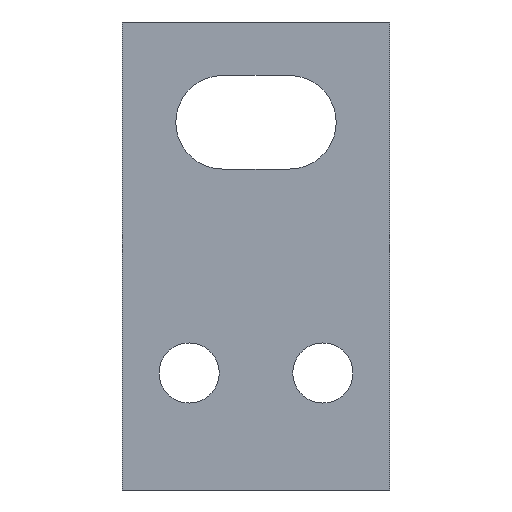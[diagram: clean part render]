
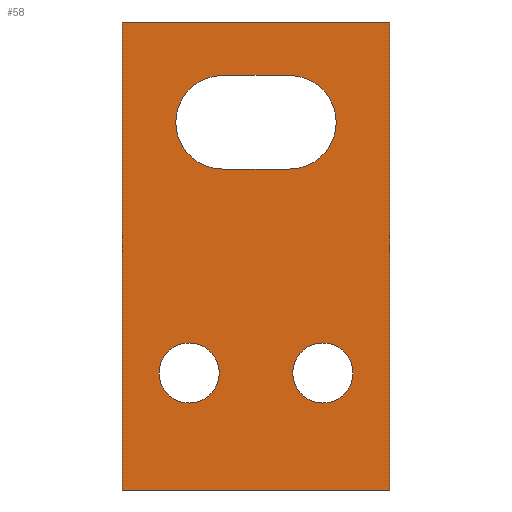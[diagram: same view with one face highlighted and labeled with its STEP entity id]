
A CAD part, left-side view. The second image highlights one B-rep face of the part: STEP entity #58.
In plain terms, the highlighted planar face has unit normal (-1, 0, 0).
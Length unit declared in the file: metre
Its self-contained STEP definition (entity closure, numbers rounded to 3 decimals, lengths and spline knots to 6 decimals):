
#58 = ADVANCED_FACE( '', ( #115, #116, #117, #118 ), #119, .F. );
#115 = FACE_BOUND( '', #166, .T. );
#116 = FACE_OUTER_BOUND( '', #167, .T. );
#117 = FACE_BOUND( '', #168, .T. );
#118 = FACE_BOUND( '', #169, .T. );
#119 = PLANE( '', #170 );
#166 = EDGE_LOOP( '', ( #263, #264, #265, #266 ) );
#167 = EDGE_LOOP( '', ( #267, #268, #269, #270 ) );
#168 = EDGE_LOOP( '', ( #271 ) );
#169 = EDGE_LOOP( '', ( #272 ) );
#170 = AXIS2_PLACEMENT_3D( '', #273, #274, #275 );
#263 = ORIENTED_EDGE( '', *, *, #301, .T. );
#264 = ORIENTED_EDGE( '', *, *, #304, .F. );
#265 = ORIENTED_EDGE( '', *, *, #298, .T. );
#266 = ORIENTED_EDGE( '', *, *, #282, .T. );
#267 = ORIENTED_EDGE( '', *, *, #277, .T. );
#268 = ORIENTED_EDGE( '', *, *, #314, .F. );
#269 = ORIENTED_EDGE( '', *, *, #308, .F. );
#270 = ORIENTED_EDGE( '', *, *, #312, .T. );
#271 = ORIENTED_EDGE( '', *, *, #288, .T. );
#272 = ORIENTED_EDGE( '', *, *, #306, .T. );
#273 = CARTESIAN_POINT( '', ( 0.018098, 0., -0.039688 ) );
#274 = DIRECTION( '', ( 1., 0., 0. ) );
#275 = DIRECTION( '', ( 0., 1., 0. ) );
#277 = EDGE_CURVE( '', #317, #318, #319, .T. );
#282 = EDGE_CURVE( '', #326, #327, #328, .T. );
#288 = EDGE_CURVE( '', #337, #337, #338, .T. );
#298 = EDGE_CURVE( '', #353, #326, #354, .T. );
#301 = EDGE_CURVE( '', #327, #357, #358, .T. );
#304 = EDGE_CURVE( '', #353, #357, #361, .T. );
#306 = EDGE_CURVE( '', #363, #363, #364, .T. );
#308 = EDGE_CURVE( '', #366, #367, #368, .T. );
#312 = EDGE_CURVE( '', #366, #317, #372, .T. );
#314 = EDGE_CURVE( '', #367, #318, #374, .T. );
#317 = VERTEX_POINT( '', #377 );
#318 = VERTEX_POINT( '', #378 );
#319 = LINE( '', #379, #380 );
#326 = VERTEX_POINT( '', #390 );
#327 = VERTEX_POINT( '', #391 );
#328 = LINE( '', #392, #393 );
#337 = VERTEX_POINT( '', #405 );
#338 = CIRCLE( '', #406, 0.002858 );
#353 = VERTEX_POINT( '', #425 );
#354 = CIRCLE( '', #426, 0.004445 );
#357 = VERTEX_POINT( '', #430 );
#358 = CIRCLE( '', #431, 0.004445 );
#361 = LINE( '', #435, #436 );
#363 = VERTEX_POINT( '', #438 );
#364 = CIRCLE( '', #439, 0.002858 );
#366 = VERTEX_POINT( '', #441 );
#367 = VERTEX_POINT( '', #442 );
#368 = LINE( '', #443, #444 );
#372 = LINE( '', #450, #451 );
#374 = LINE( '', #453, #454 );
#377 = CARTESIAN_POINT( '', ( 0.018098, 0.05715, 0.022225 ) );
#378 = CARTESIAN_POINT( '', ( 0.018098, 0.05715, -0.022225 ) );
#379 = CARTESIAN_POINT( '', ( 0.018098, 0.05715, 0. ) );
#380 = VECTOR( '', #456, 1. );
#390 = CARTESIAN_POINT( '', ( 0.018098, 0.041275, 0.008255 ) );
#391 = CARTESIAN_POINT( '', ( 0.018098, 0.047625, 0.008255 ) );
#392 = CARTESIAN_POINT( '', ( 0.018098, 0.04436, 0.008255 ) );
#393 = VECTOR( '', #460, 1. );
#405 = CARTESIAN_POINT( '', ( 0.018098, 0.053658, -0.011113 ) );
#406 = AXIS2_PLACEMENT_3D( '', #467, #468, #469 );
#425 = CARTESIAN_POINT( '', ( 0.018098, 0.041275, 0.017145 ) );
#426 = AXIS2_PLACEMENT_3D( '', #483, #484, #485 );
#430 = CARTESIAN_POINT( '', ( 0.018098, 0.047625, 0.017145 ) );
#431 = AXIS2_PLACEMENT_3D( '', #487, #488, #489 );
#435 = CARTESIAN_POINT( '', ( 0.018098, 0.044543, 0.017145 ) );
#436 = VECTOR( '', #491, 1. );
#438 = CARTESIAN_POINT( '', ( 0.018098, 0.040958, -0.011113 ) );
#439 = AXIS2_PLACEMENT_3D( '', #492, #493, #494 );
#441 = CARTESIAN_POINT( '', ( 0.018098, 0.03175, 0.022225 ) );
#442 = CARTESIAN_POINT( '', ( 0.018098, 0.03175, -0.022225 ) );
#443 = CARTESIAN_POINT( '', ( 0.018098, 0.03175, 0. ) );
#444 = VECTOR( '', #495, 1. );
#450 = CARTESIAN_POINT( '', ( 0.018098, 0.04445, 0.022225 ) );
#451 = VECTOR( '', #498, 1. );
#453 = CARTESIAN_POINT( '', ( 0.018098, 0.04445, -0.022225 ) );
#454 = VECTOR( '', #499, 1. );
#456 = DIRECTION( '', ( 0., 0., -1. ) );
#460 = DIRECTION( '', ( 0., 1., 0. ) );
#467 = CARTESIAN_POINT( '', ( 0.018098, 0.0508, -0.011113 ) );
#468 = DIRECTION( '', ( 1., 0., 0. ) );
#469 = DIRECTION( '', ( 0., 1., 0. ) );
#483 = CARTESIAN_POINT( '', ( 0.018098, 0.041275, 0.0127 ) );
#484 = DIRECTION( '', ( 1., 0., 0. ) );
#485 = DIRECTION( '', ( 0., 0., 1. ) );
#487 = CARTESIAN_POINT( '', ( 0.018098, 0.047625, 0.0127 ) );
#488 = DIRECTION( '', ( 1., 0., 0. ) );
#489 = DIRECTION( '', ( 0., 0., -1. ) );
#491 = DIRECTION( '', ( 0., 1., 0. ) );
#492 = CARTESIAN_POINT( '', ( 0.018098, 0.0381, -0.011113 ) );
#493 = DIRECTION( '', ( 1., 0., 0. ) );
#494 = DIRECTION( '', ( 0., 1., 0. ) );
#495 = DIRECTION( '', ( 0., 0., -1. ) );
#498 = DIRECTION( '', ( 0., 1., 0. ) );
#499 = DIRECTION( '', ( 0., 1., 0. ) );
